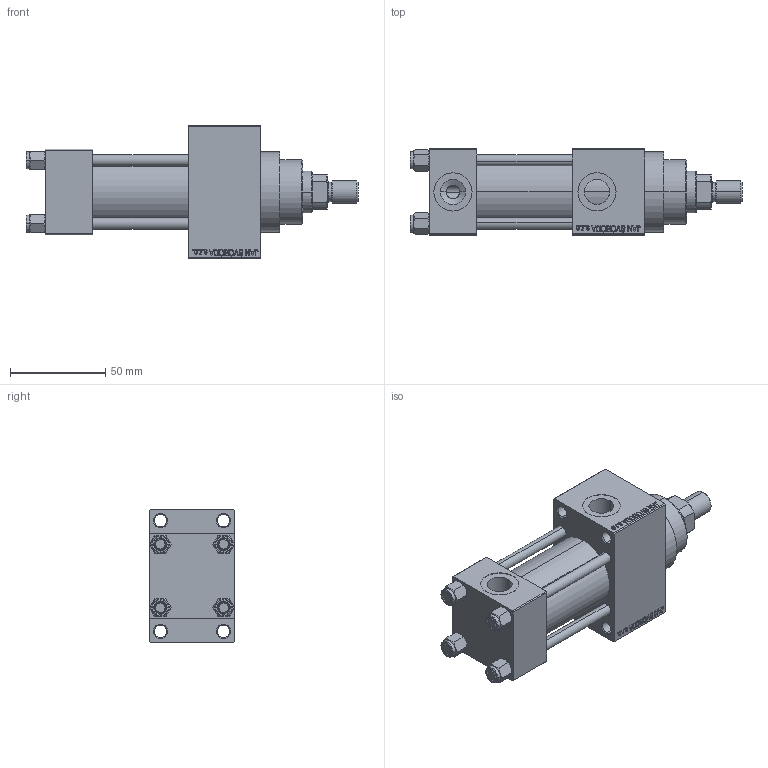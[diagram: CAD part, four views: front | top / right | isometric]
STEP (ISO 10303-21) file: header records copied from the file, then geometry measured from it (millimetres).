
FILE_DESCRIPTION (( 'STEP AP203' ), '1' );
FILE_NAME ('77fd.STEP', '2023-08-23T08:05:27', ( '' ), ( '' ), 'SwSTEP 2.0', 'SolidWorks 2019', '' );
FILE_SCHEMA (( 'CONFIG_CONTROL_DESIGN' ));
Length unit declared in the file: millimetre
Products named in the file (7): ROD_END_E ebbaf97eafef3b2397c07f57bd404a47; V215CR_D_Body ebbaf97eafef3b2397c07f57bd404a47; V215_VC_A ebbaf97eafef3b2397c07f57bd404a47; V215CR_D_TYCINKA ebbaf97eafef3b2397c07f57bd404a47; V215CR_VCP_D ebbaf97eafef3b2397c07f57bd404a47; 77fd; NUT_M5_D ebbaf97eafef3b2397c07f57bd404a47
Assembly tree (12 placements, depth 2):
  77fd
    V215CR_D_Body ebbaf97eafef3b2397c07f57bd404a47
    V215CR_VCP_D ebbaf97eafef3b2397c07f57bd404a47
    NUT_M5_D ebbaf97eafef3b2397c07f57bd404a47  x4
    V215CR_D_TYCINKA ebbaf97eafef3b2397c07f57bd404a47  x4
    V215_VC_A ebbaf97eafef3b2397c07f57bd404a47
    ROD_END_E ebbaf97eafef3b2397c07f57bd404a47
Bounding box: 174 x 45 x 70 mm (x, y, z)
Volume: 244722.5 mm3; surface area: 80821.4 mm2
Topology: 12 solids, 12 shells, 1116 faces, 2772 edges, 1793 vertices
Faces by surface type: plane 500, bspline 368, cone 146, cylinder 92, torus 10
Entity records: 47617 total; most frequent: CARTESIAN_POINT 25113, ORIENTED_EDGE 5036, DIRECTION 3258, EDGE_CURVE 2518, VERTEX_POINT 1649, LINE 1510, VECTOR 1510, EDGE_LOOP 1129
